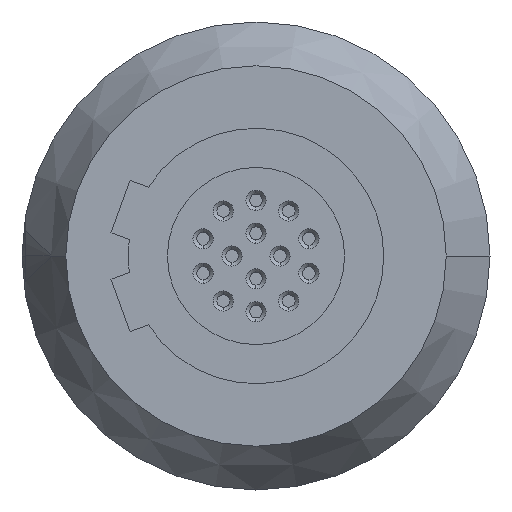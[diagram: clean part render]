
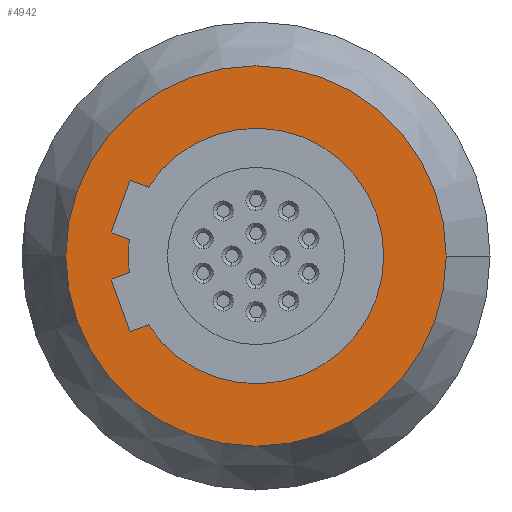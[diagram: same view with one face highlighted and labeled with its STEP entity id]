
A CAD part, left-side view. The second image highlights one B-rep face of the part: STEP entity #4942.
In plain terms, the highlighted planar face has unit normal (-1, 0, 0).
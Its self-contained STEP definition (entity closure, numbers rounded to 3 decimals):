
#675=CARTESIAN_POINT('',(-15.4,0.,0.));
#676=DIRECTION('',(-1.,0.,0.));
#677=DIRECTION('',(0.,1.,0.));
#678=AXIS2_PLACEMENT_3D('',#675,#676,#677);
#680=CARTESIAN_POINT('',(-15.4,0.,0.));
#681=DIRECTION('',(1.,0.,0.));
#682=DIRECTION('',(0.,1.,0.));
#683=AXIS2_PLACEMENT_3D('',#680,#681,#682);
#685=DIRECTION('',(0.,0.94,0.342));
#686=VECTOR('',#685,0.771);
#687=CARTESIAN_POINT('',(-15.4,5.008,0.652));
#688=LINE('',#687,#686);
#689=DIRECTION('',(0.,-0.94,0.342));
#690=VECTOR('',#689,0.771);
#691=CARTESIAN_POINT('',(-15.4,5.732,-0.916));
#692=LINE('',#691,#690);
#693=DIRECTION('',(0.,0.342,0.94));
#694=VECTOR('',#693,2.2);
#695=CARTESIAN_POINT('',(-15.4,4.98,-2.983));
#696=LINE('',#695,#694);
#697=DIRECTION('',(0.,0.94,-0.342));
#698=VECTOR('',#697,0.771);
#699=CARTESIAN_POINT('',(-15.4,4.255,-2.719));
#700=LINE('',#699,#698);
#701=DIRECTION('',(0.,-0.94,-0.342));
#702=VECTOR('',#701,0.771);
#703=CARTESIAN_POINT('',(-15.4,4.98,2.983));
#704=LINE('',#703,#702);
#705=DIRECTION('',(0.,-0.342,0.94));
#706=VECTOR('',#705,2.2);
#707=CARTESIAN_POINT('',(-15.4,5.732,0.916));
#708=LINE('',#707,#706);
#743=CARTESIAN_POINT('',(-15.4,0.,0.));
#744=DIRECTION('',(1.,0.,0.));
#745=DIRECTION('',(0.,0.843,0.538));
#746=AXIS2_PLACEMENT_3D('',#743,#744,#745);
#770=CARTESIAN_POINT('',(-15.4,0.,0.));
#771=DIRECTION('',(1.,0.,0.));
#772=DIRECTION('',(0.,0.992,-0.129));
#773=AXIS2_PLACEMENT_3D('',#770,#771,#772);
#3336=CARTESIAN_POINT('',(-15.4,-7.518,0.));
#3337=VERTEX_POINT('',#3336);
#3338=CARTESIAN_POINT('',(-15.4,7.518,0.));
#3339=VERTEX_POINT('',#3338);
#4020=CARTESIAN_POINT('',(-15.4,5.732,0.916));
#4021=VERTEX_POINT('',#4020);
#4022=CARTESIAN_POINT('',(-15.4,4.98,2.983));
#4023=VERTEX_POINT('',#4022);
#4028=CARTESIAN_POINT('',(-15.4,5.008,0.652));
#4029=VERTEX_POINT('',#4028);
#4030=CARTESIAN_POINT('',(-15.4,4.255,2.719));
#4031=VERTEX_POINT('',#4030);
#4032=CARTESIAN_POINT('',(-15.4,4.255,-2.719));
#4033=CARTESIAN_POINT('',(-15.4,4.98,-2.983));
#4034=VERTEX_POINT('',#4032);
#4035=VERTEX_POINT('',#4033);
#4036=CARTESIAN_POINT('',(-15.4,5.732,-0.916));
#4037=VERTEX_POINT('',#4036);
#4038=CARTESIAN_POINT('',(-15.4,5.008,-0.652));
#4039=VERTEX_POINT('',#4038);
#4915=CARTESIAN_POINT('',(-15.4,0.,0.));
#4916=DIRECTION('',(1.,0.,0.));
#4917=DIRECTION('',(0.,-1.,0.));
#4918=AXIS2_PLACEMENT_3D('',#4915,#4916,#4917);
#4919=PLANE('',#4918);
#4920=ORIENTED_EDGE('',*,*,#4808,.F.);
#4921=ORIENTED_EDGE('',*,*,#4901,.T.);
#4922=EDGE_LOOP('',(#4920,#4921));
#4923=FACE_OUTER_BOUND('',#4922,.F.);
#4925=ORIENTED_EDGE('',*,*,#4924,.F.);
#4927=ORIENTED_EDGE('',*,*,#4926,.F.);
#4929=ORIENTED_EDGE('',*,*,#4928,.F.);
#4931=ORIENTED_EDGE('',*,*,#4930,.F.);
#4933=ORIENTED_EDGE('',*,*,#4932,.F.);
#4935=ORIENTED_EDGE('',*,*,#4934,.F.);
#4937=ORIENTED_EDGE('',*,*,#4936,.F.);
#4939=ORIENTED_EDGE('',*,*,#4938,.F.);
#4940=EDGE_LOOP('',(#4925,#4927,#4929,#4931,#4933,#4935,#4937,#4939));
#4941=FACE_BOUND('',#4940,.F.);
#679=CIRCLE('',#678,7.518);
#684=CIRCLE('',#683,7.518);
#747=CIRCLE('',#746,5.05);
#774=CIRCLE('',#773,5.05);
#4808=EDGE_CURVE('',#3339,#3337,#679,.T.);
#4901=EDGE_CURVE('',#3339,#3337,#684,.T.);
#4924=EDGE_CURVE('',#4029,#4021,#688,.T.);
#4926=EDGE_CURVE('',#4039,#4029,#774,.T.);
#4928=EDGE_CURVE('',#4037,#4039,#692,.T.);
#4930=EDGE_CURVE('',#4035,#4037,#696,.T.);
#4932=EDGE_CURVE('',#4034,#4035,#700,.T.);
#4934=EDGE_CURVE('',#4031,#4034,#747,.T.);
#4936=EDGE_CURVE('',#4023,#4031,#704,.T.);
#4938=EDGE_CURVE('',#4021,#4023,#708,.T.);
#4942=ADVANCED_FACE('',(#4923,#4941),#4919,.F.);
